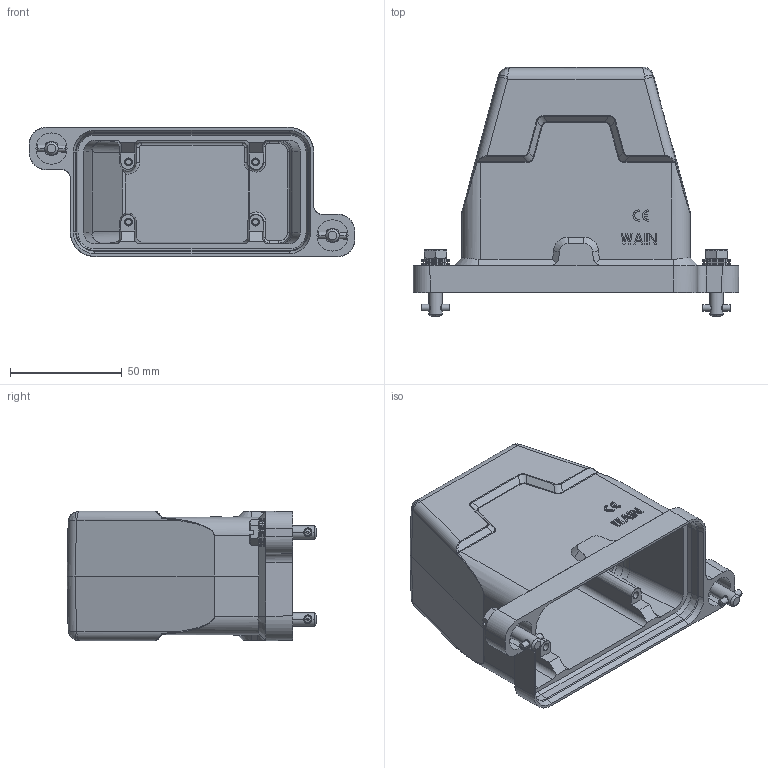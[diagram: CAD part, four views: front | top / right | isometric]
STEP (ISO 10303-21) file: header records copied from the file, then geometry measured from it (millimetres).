
FILE_DESCRIPTION(/* description */ (''),/* implementation_level */ '2;1');
FILE_NAME(/* name */ '3D_1136105405011_HP10B_H-SEH-2T-PG21_V1.1.STP',/* time_stamp */ '2024-01-22T12:59:48+08:00',/* author */ (''),/* organization */ (''),/* preprocessor_version */ 'ST-DEVELOPER v18.1',/* originating_system */ 'SIEMENS PLM Software NX 1980',/* authorisation */ '');
FILE_SCHEMA (('AP203_CONFIGURATION_CONTROLLED_3D_DESIGN_OF_MECHANICAL_PARTS_AND_ASSEMBLIES_MIM_LF { 1 0 10303 403 2 1 2}'));
Length unit declared in the file: millimetre
Products named in the file (1): temp1
Bounding box: 146 x 111.95 x 58 mm (x, y, z)
Volume: 181716.7 mm3; surface area: 71276.2 mm2
Topology: 3 solids, 7 shells, 760 faces, 1992 edges, 1273 vertices
Faces by surface type: plane 384, cylinder 202, cone 66, bspline 62, torus 38, sphere 8
Entity records: 30747 total; most frequent: CARTESIAN_POINT 13547, ORIENTED_EDGE 3984, DIRECTION 2898, EDGE_CURVE 1992, VERTEX_POINT 1273, LINE 972, VECTOR 972, AXIS2_PLACEMENT_3D 963
